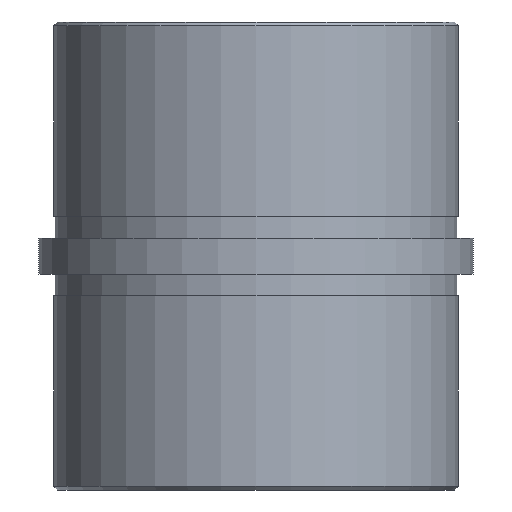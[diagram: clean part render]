
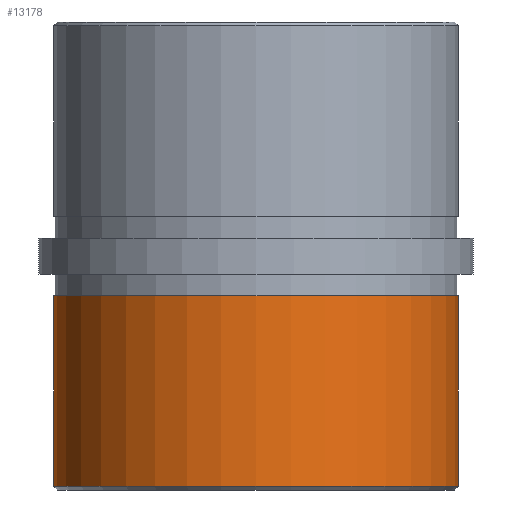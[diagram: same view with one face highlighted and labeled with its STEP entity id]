
A CAD part, front view. The second image highlights one B-rep face of the part: STEP entity #13178.
In plain terms, the highlighted cylindrical face has radius 28.1 mm (diameter 56.2 mm), a partial arc.
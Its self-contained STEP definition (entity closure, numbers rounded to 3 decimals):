
#1494 = CARTESIAN_POINT ( 'NONE',  ( -28.1, 0., -32.5 ) ) ;
#1664 = ORIENTED_EDGE ( 'NONE', *, *, #4082, .T. ) ;
#2413 = DIRECTION ( 'NONE',  ( 0., 0., 1. ) ) ;
#3394 = DIRECTION ( 'NONE',  ( -1., 0., 0. ) ) ;
#4082 = EDGE_CURVE ( 'NONE', #6592, #6341, #10073, .T. ) ;
#4295 = FACE_OUTER_BOUND ( 'NONE', #5415, .T. ) ;
#4609 = DIRECTION ( 'NONE',  ( 0., 0., 1. ) ) ;
#4897 = EDGE_CURVE ( 'NONE', #11489, #20130, #8641, .T. ) ;
#4986 = DIRECTION ( 'NONE',  ( 0., 0., 1. ) ) ;
#5415 = EDGE_LOOP ( 'NONE', ( #1664, #19133, #21020, #19608 ) ) ;
#5826 = CYLINDRICAL_SURFACE ( 'NONE', #15586, 28.1 ) ;
#6341 = VERTEX_POINT ( 'NONE', #20604 ) ;
#6592 = VERTEX_POINT ( 'NONE', #11435 ) ;
#7056 = CARTESIAN_POINT ( 'NONE',  ( 28.1, 0., -32.5 ) ) ;
#8327 = DIRECTION ( 'NONE',  ( 0., 0., 1. ) ) ;
#8641 = CIRCLE ( 'NONE', #21538, 28.1 ) ;
#10073 = CIRCLE ( 'NONE', #17865, 28.1 ) ;
#10273 = EDGE_CURVE ( 'NONE', #6341, #20130, #17460, .T. ) ;
#11021 = EDGE_CURVE ( 'NONE', #6592, #11489, #18111, .T. ) ;
#11435 = CARTESIAN_POINT ( 'NONE',  ( -28.1, 0., -32. ) ) ;
#11489 = VERTEX_POINT ( 'NONE', #21360 ) ;
#12359 = CARTESIAN_POINT ( 'NONE',  ( 0., 0., -32. ) ) ;
#12746 = CARTESIAN_POINT ( 'NONE',  ( 0., 0., -5.5 ) ) ;
#13178 = ADVANCED_FACE ( 'NONE', ( #4295 ), #5826, .T. ) ;
#13352 = CARTESIAN_POINT ( 'NONE',  ( 28.1, 0., -5.5 ) ) ;
#14021 = DIRECTION ( 'NONE',  ( -1., 0., 0. ) ) ;
#15586 = AXIS2_PLACEMENT_3D ( 'NONE', #18173, #4986, #3394 ) ;
#16112 = DIRECTION ( 'NONE',  ( 1., 0., 0. ) ) ;
#16689 = VECTOR ( 'NONE', #20466, 1000. ) ;
#17460 = LINE ( 'NONE', #7056, #16689 ) ;
#17865 = AXIS2_PLACEMENT_3D ( 'NONE', #12359, #2413, #14021 ) ;
#18111 = LINE ( 'NONE', #1494, #20747 ) ;
#18173 = CARTESIAN_POINT ( 'NONE',  ( 0., 0., -32.5 ) ) ;
#19133 = ORIENTED_EDGE ( 'NONE', *, *, #10273, .T. ) ;
#19608 = ORIENTED_EDGE ( 'NONE', *, *, #11021, .F. ) ;
#20130 = VERTEX_POINT ( 'NONE', #13352 ) ;
#20466 = DIRECTION ( 'NONE',  ( 0., 0., 1. ) ) ;
#20604 = CARTESIAN_POINT ( 'NONE',  ( 28.1, 0., -32. ) ) ;
#20747 = VECTOR ( 'NONE', #8327, 1000. ) ;
#21020 = ORIENTED_EDGE ( 'NONE', *, *, #4897, .F. ) ;
#21360 = CARTESIAN_POINT ( 'NONE',  ( -28.1, 0., -5.5 ) ) ;
#21538 = AXIS2_PLACEMENT_3D ( 'NONE', #12746, #4609, #16112 ) ;
